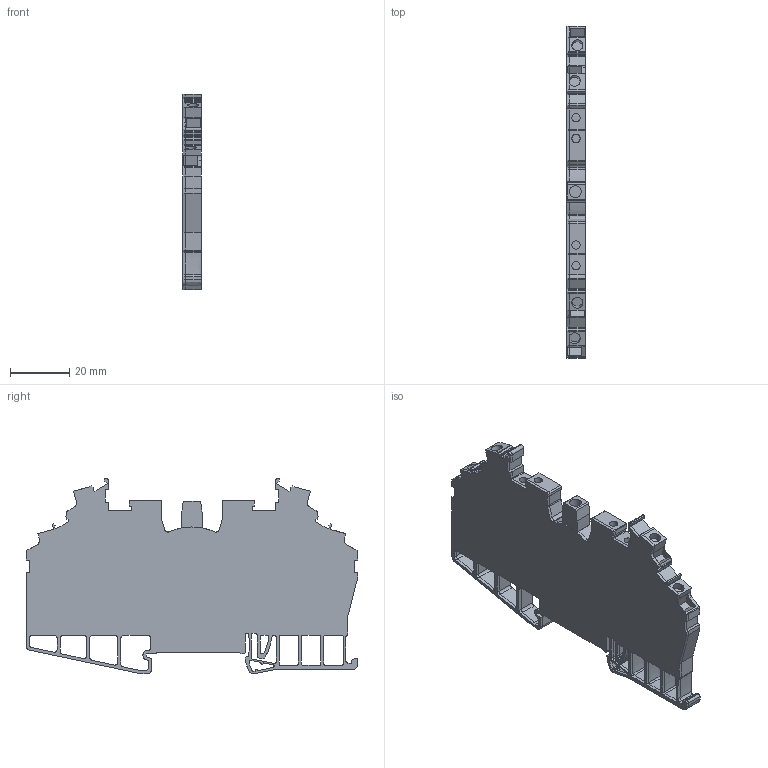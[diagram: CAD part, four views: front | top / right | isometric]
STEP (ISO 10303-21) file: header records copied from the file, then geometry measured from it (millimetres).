
FILE_DESCRIPTION(('CATIA V5 STEP Exchange','CAx-IF Rec.Pracs.--- Model Styling and Organization---1.4--- 2014-01-23'),'2;1');
FILE_NAME ('D1446653_0', '2020-07-02T12:13:00+00:00', ('none'), ('Weidmueller'), 'CATIA Version 5-6 Release 2016 SP3 HF44', 'CATIA V5 STEP AP214', 'none');
FILE_SCHEMA(('AUTOMOTIVE_DESIGN { 1 0 10303 214 1 1 1 1 }'));
Length unit declared in the file: millimetre
Products named in the file (1): WDT_1-5
Bounding box: 6.4 x 112.04 x 66 mm (x, y, z)
Volume: 31577.6 mm3; surface area: 25362.2 mm2
Topology: 3 solids, 3 shells, 651 faces, 1914 edges, 1276 vertices
Faces by surface type: plane 365, extrusion 260, cylinder 26
Entity records: 23652 total; most frequent: CARTESIAN_POINT 7560, ORIENTED_EDGE 3828, DIRECTION 2272, EDGE_CURVE 1914, VECTOR 1566, LINE 1306, VERTEX_POINT 1276, B_SPLINE_CURVE_WITH_KNOTS 816
